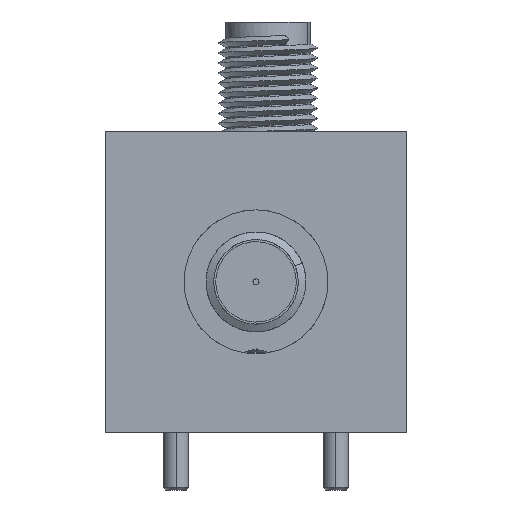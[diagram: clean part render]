
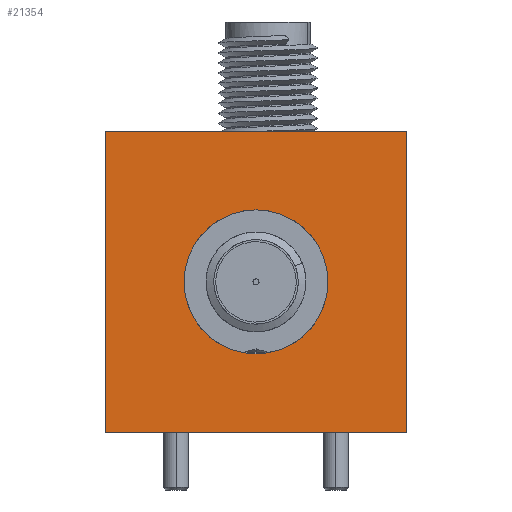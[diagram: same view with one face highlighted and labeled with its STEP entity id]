
A CAD part, left-side view. The second image highlights one B-rep face of the part: STEP entity #21354.
In plain terms, the highlighted planar face has unit normal (-1, 0, 0).
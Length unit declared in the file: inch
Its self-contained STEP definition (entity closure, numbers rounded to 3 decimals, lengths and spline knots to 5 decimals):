
#13 = CARTESIAN_POINT ( 'NONE',  ( -0.5775, 0.75, 0.375 ) ) ;
#1162 = PLANE ( 'NONE',  #28376 ) ;
#1272 = VERTEX_POINT ( 'NONE', #9105 ) ;
#1387 = CARTESIAN_POINT ( 'NONE',  ( -0.5775, 0.375, -0.179 ) ) ;
#1465 = DIRECTION ( 'NONE',  ( 1., 0., 0. ) ) ;
#1611 = DIRECTION ( 'NONE',  ( 0., -1., 0. ) ) ;
#1817 = DIRECTION ( 'NONE',  ( 0., 0., 1. ) ) ;
#2024 = CARTESIAN_POINT ( 'NONE',  ( -0.5775, 0.375, 0. ) ) ;
#2679 = DIRECTION ( 'NONE',  ( -1., 0., 0. ) ) ;
#3265 = AXIS2_PLACEMENT_3D ( 'NONE', #13901, #2679, #25838 ) ;
#3349 = VECTOR ( 'NONE', #1817, 39.37008 ) ;
#4198 = ORIENTED_EDGE ( 'NONE', *, *, #18523, .T. ) ;
#4759 = FACE_BOUND ( 'NONE', #6553, .T. ) ;
#5449 = VERTEX_POINT ( 'NONE', #12613 ) ;
#6553 = EDGE_LOOP ( 'NONE', ( #14443, #28987 ) ) ;
#6658 = VECTOR ( 'NONE', #12919, 39.37008 ) ;
#6753 = VERTEX_POINT ( 'NONE', #7432 ) ;
#6882 = ORIENTED_EDGE ( 'NONE', *, *, #16572, .T. ) ;
#7432 = CARTESIAN_POINT ( 'NONE',  ( -0.5775, 0.75, 0.375 ) ) ;
#7949 = DIRECTION ( 'NONE',  ( 0., -1., 0. ) ) ;
#8018 = VERTEX_POINT ( 'NONE', #22547 ) ;
#8109 = CARTESIAN_POINT ( 'NONE',  ( -0.5775, 0.75, 0.375 ) ) ;
#9105 = CARTESIAN_POINT ( 'NONE',  ( -0.5775, 0.75, -0.375 ) ) ;
#9239 = EDGE_LOOP ( 'NONE', ( #6882, #15838, #25044, #4198 ) ) ;
#10486 = DIRECTION ( 'NONE',  ( 0., 0., -1. ) ) ;
#11281 = DIRECTION ( 'NONE',  ( 0., 0., 1. ) ) ;
#11946 = CARTESIAN_POINT ( 'NONE',  ( -0.5775, 0.75, -0.375 ) ) ;
#12308 = EDGE_CURVE ( 'NONE', #8018, #13054, #14101, .T. ) ;
#12613 = CARTESIAN_POINT ( 'NONE',  ( -0.5775, 0., 0.375 ) ) ;
#12919 = DIRECTION ( 'NONE',  ( 0., 0., 1. ) ) ;
#13054 = VERTEX_POINT ( 'NONE', #1387 ) ;
#13754 = FACE_OUTER_BOUND ( 'NONE', #9239, .T. ) ;
#13901 = CARTESIAN_POINT ( 'NONE',  ( -0.5775, 0.375, 0. ) ) ;
#14101 = CIRCLE ( 'NONE', #3265, 0.179 ) ;
#14443 = ORIENTED_EDGE ( 'NONE', *, *, #12308, .F. ) ;
#15584 = VERTEX_POINT ( 'NONE', #26724 ) ;
#15838 = ORIENTED_EDGE ( 'NONE', *, *, #17009, .F. ) ;
#16572 = EDGE_CURVE ( 'NONE', #15584, #5449, #26098, .T. ) ;
#17009 = EDGE_CURVE ( 'NONE', #6753, #5449, #23605, .T. ) ;
#17181 = CARTESIAN_POINT ( 'NONE',  ( -0.5775, 0., 0.375 ) ) ;
#17458 = DIRECTION ( 'NONE',  ( -1., 0., 0. ) ) ;
#18523 = EDGE_CURVE ( 'NONE', #1272, #15584, #21788, .T. ) ;
#19065 = CIRCLE ( 'NONE', #26684, 0.179 ) ;
#21191 = EDGE_CURVE ( 'NONE', #1272, #6753, #22014, .T. ) ;
#21354 = ADVANCED_FACE ( 'NONE', ( #4759, #13754 ), #1162, .F. ) ;
#21788 = LINE ( 'NONE', #11946, #24535 ) ;
#21799 = CARTESIAN_POINT ( 'NONE',  ( -0.5775, 0.75, 0.375 ) ) ;
#22014 = LINE ( 'NONE', #13, #3349 ) ;
#22547 = CARTESIAN_POINT ( 'NONE',  ( -0.5775, 0.375, 0.179 ) ) ;
#23605 = LINE ( 'NONE', #8109, #24802 ) ;
#24535 = VECTOR ( 'NONE', #1611, 39.37008 ) ;
#24802 = VECTOR ( 'NONE', #7949, 39.37008 ) ;
#25044 = ORIENTED_EDGE ( 'NONE', *, *, #21191, .F. ) ;
#25838 = DIRECTION ( 'NONE',  ( 0., 0., 1. ) ) ;
#26098 = LINE ( 'NONE', #17181, #6658 ) ;
#26684 = AXIS2_PLACEMENT_3D ( 'NONE', #2024, #17458, #11281 ) ;
#26724 = CARTESIAN_POINT ( 'NONE',  ( -0.5775, 0., -0.375 ) ) ;
#26857 = EDGE_CURVE ( 'NONE', #13054, #8018, #19065, .T. ) ;
#28376 = AXIS2_PLACEMENT_3D ( 'NONE', #21799, #1465, #10486 ) ;
#28987 = ORIENTED_EDGE ( 'NONE', *, *, #26857, .F. ) ;
